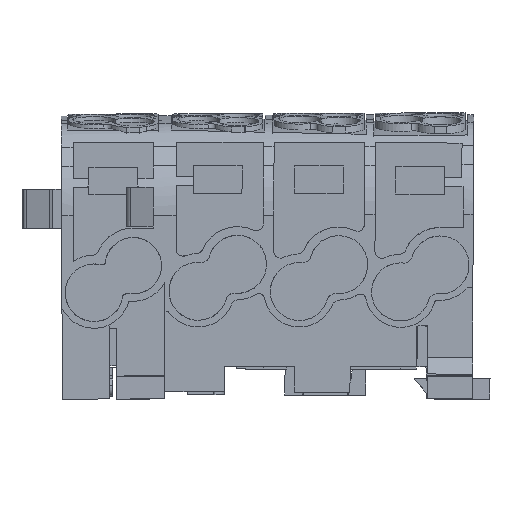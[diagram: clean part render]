
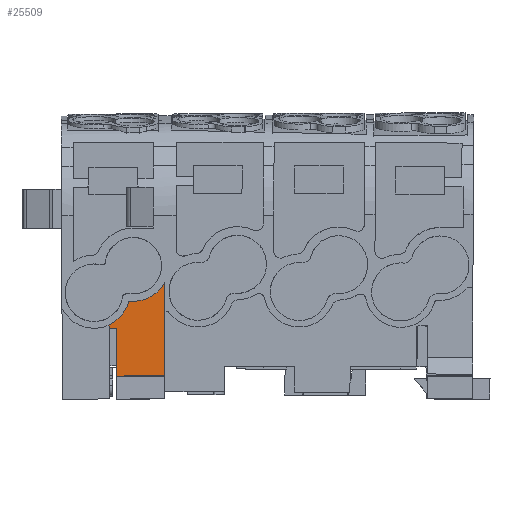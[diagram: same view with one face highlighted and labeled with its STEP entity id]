
A CAD part, front view. The second image highlights one B-rep face of the part: STEP entity #25509.
In plain terms, the highlighted planar face has unit normal (0, -1, 0).
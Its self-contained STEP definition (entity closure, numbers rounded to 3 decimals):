
#11286=AXIS2_PLACEMENT_3D('Circle Axis2P3D',#11284,#11285,$) ;
#24822=AXIS2_PLACEMENT_3D('Plane Axis2P3D',#24819,#24820,#24821) ;
#25478=AXIS2_PLACEMENT_3D('Circle Axis2P3D',#25476,#25477,$) ;
#10403=CARTESIAN_POINT('Vertex',(24.8,8.851,20.292)) ;
#10406=CARTESIAN_POINT('Line Origine',(24.8,8.851,13.044)) ;
#10410=CARTESIAN_POINT('Vertex',(24.8,8.851,5.796)) ;
#11281=CARTESIAN_POINT('Vertex',(15.164,8.851,12.917)) ;
#11284=CARTESIAN_POINT('Axis2P3D Location',(12.525,8.851,18.513)) ;
#11288=CARTESIAN_POINT('Vertex',(18.538,8.851,17.057)) ;
#13969=CARTESIAN_POINT('Vertex',(16.435,8.851,4.018)) ;
#13972=CARTESIAN_POINT('Line Origine',(16.435,8.851,8.136)) ;
#13976=CARTESIAN_POINT('Vertex',(16.435,8.851,12.254)) ;
#14500=CARTESIAN_POINT('Vertex',(24.793,8.851,4.091)) ;
#14503=CARTESIAN_POINT('Line Origine',(20.619,8.851,4.055)) ;
#14507=CARTESIAN_POINT('Vertex',(16.445,8.851,4.019)) ;
#14510=CARTESIAN_POINT('Line Origine',(16.44,8.851,4.018)) ;
#24819=CARTESIAN_POINT('Axis2P3D Location',(21.861,8.851,7.532)) ;
#25407=CARTESIAN_POINT('Vertex',(15.166,8.851,12.243)) ;
#25410=CARTESIAN_POINT('Line Origine',(15.165,8.851,12.58)) ;
#25476=CARTESIAN_POINT('Axis2P3D Location',(19.325,8.851,23.212)) ;
#25488=CARTESIAN_POINT('Line Origine',(24.796,8.851,4.943)) ;
#25493=CARTESIAN_POINT('Line Origine',(15.8,8.851,12.249)) ;
#10407=DIRECTION('Vector Direction',(0.,0.,-1.)) ;
#11285=DIRECTION('Axis2P3D Direction',(0.,-1.,0.)) ;
#13973=DIRECTION('Vector Direction',(0.,0.,-1.)) ;
#14504=DIRECTION('Vector Direction',(1.,0.,0.009)) ;
#14511=DIRECTION('Vector Direction',(-1.,0.,-0.009)) ;
#24820=DIRECTION('Axis2P3D Direction',(0.,-1.,0.)) ;
#24821=DIRECTION('Axis2P3D XDirection',(-1.,0.,-0.007)) ;
#25411=DIRECTION('Vector Direction',(-0.003,0.,1.)) ;
#25477=DIRECTION('Axis2P3D Direction',(0.,-1.,0.)) ;
#25489=DIRECTION('Vector Direction',(-0.004,0.,-1.)) ;
#25494=DIRECTION('Vector Direction',(1.,0.,0.009)) ;
#10408=VECTOR('Line Direction',#10407,1.) ;
#13974=VECTOR('Line Direction',#13973,1.) ;
#14505=VECTOR('Line Direction',#14504,1.) ;
#14512=VECTOR('Line Direction',#14511,1.) ;
#25412=VECTOR('Line Direction',#25411,1.) ;
#25490=VECTOR('Line Direction',#25489,1.) ;
#25495=VECTOR('Line Direction',#25494,1.) ;
#25499=ORIENTED_EDGE('',*,*,#14509,.T.) ;
#25500=ORIENTED_EDGE('',*,*,#25492,.F.) ;
#25501=ORIENTED_EDGE('',*,*,#10412,.F.) ;
#25502=ORIENTED_EDGE('',*,*,#25480,.F.) ;
#25503=ORIENTED_EDGE('',*,*,#11290,.F.) ;
#25504=ORIENTED_EDGE('',*,*,#25414,.F.) ;
#25505=ORIENTED_EDGE('',*,*,#25497,.T.) ;
#25506=ORIENTED_EDGE('',*,*,#13978,.F.) ;
#25507=ORIENTED_EDGE('',*,*,#14514,.T.) ;
#25509=ADVANCED_FACE('Koerper.2.14',(#25508),#24823,.T.) ;
#11287=CIRCLE('generated circle',#11286,6.187) ;
#25479=CIRCLE('generated circle',#25478,6.205) ;
#10412=EDGE_CURVE('',#10404,#10411,#10409,.T.) ;
#11290=EDGE_CURVE('',#11282,#11289,#11287,.T.) ;
#13978=EDGE_CURVE('',#13970,#13977,#13975,.F.) ;
#14509=EDGE_CURVE('',#14508,#14501,#14506,.T.) ;
#14514=EDGE_CURVE('',#13970,#14508,#14513,.F.) ;
#25414=EDGE_CURVE('',#25408,#11282,#25413,.T.) ;
#25480=EDGE_CURVE('',#11289,#10404,#25479,.T.) ;
#25492=EDGE_CURVE('',#10411,#14501,#25491,.T.) ;
#25497=EDGE_CURVE('',#25408,#13977,#25496,.T.) ;
#25498=EDGE_LOOP('',(#25499,#25500,#25501,#25502,#25503,#25504,#25505,#25506,#25507)) ;
#25508=FACE_OUTER_BOUND('',#25498,.T.) ;
#10409=LINE('Line',#10406,#10408) ;
#13975=LINE('Line',#13972,#13974) ;
#14506=LINE('Line',#14503,#14505) ;
#14513=LINE('Line',#14510,#14512) ;
#25413=LINE('Line',#25410,#25412) ;
#25491=LINE('Line',#25488,#25490) ;
#25496=LINE('Line',#25493,#25495) ;
#24823=PLANE('',#24822) ;
#10404=VERTEX_POINT('',#10403) ;
#10411=VERTEX_POINT('',#10410) ;
#11282=VERTEX_POINT('',#11281) ;
#11289=VERTEX_POINT('',#11288) ;
#13970=VERTEX_POINT('',#13969) ;
#13977=VERTEX_POINT('',#13976) ;
#14501=VERTEX_POINT('',#14500) ;
#14508=VERTEX_POINT('',#14507) ;
#25408=VERTEX_POINT('',#25407) ;
